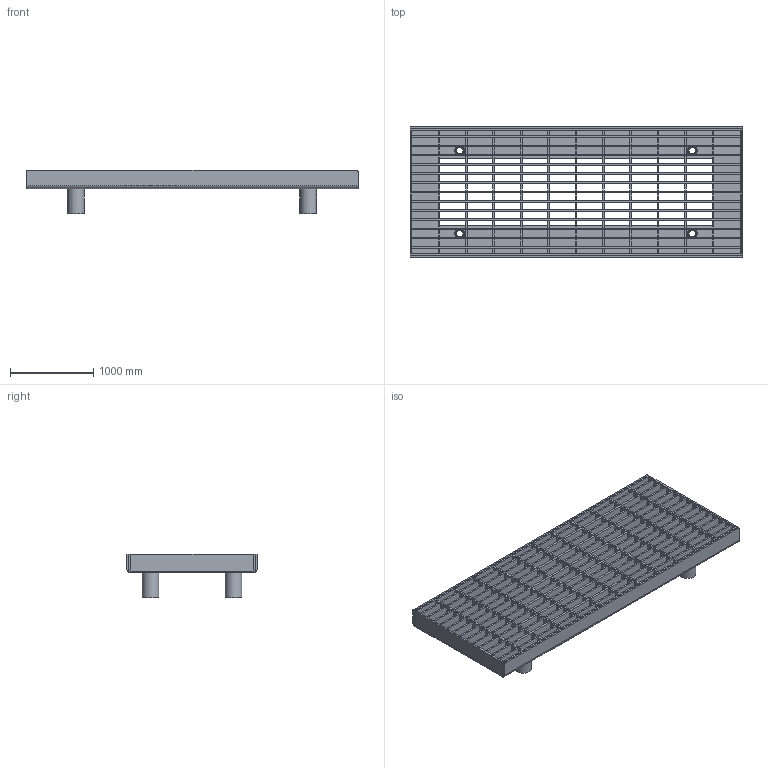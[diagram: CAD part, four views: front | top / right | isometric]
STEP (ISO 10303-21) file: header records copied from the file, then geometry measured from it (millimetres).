
FILE_DESCRIPTION(/* description */ (''),/* implementation_level */ '2;1');
FILE_NAME(/* name */ '60402.000X_3D.stp',/* time_stamp */ '2024-12-11T08:38:55+01:00',/* author */ ('CAD'),/* organization */ (''),/* preprocessor_version */ 'ST-DEVELOPER v20',/* originating_system */ 'AutoCAD Mechanical',/* authorisation */ '');
FILE_SCHEMA (('AUTOMOTIVE_DESIGN { 1 0 10303 214 3 1 1 }'));
Length unit declared in the file: centimetre
Products named in the file (3): Product; *S0; 60491.000XB
Assembly tree (2 placements, depth 2):
  Product
    *S0
    60491.000XB
Bounding box: 4000 x 1570 x 520 mm (x, y, z)
Volume: 338068669.5 mm3; surface area: 36549856 mm2
Topology: 33 solids, 33 shells, 902 faces, 2392 edges, 1556 vertices
Faces by surface type: plane 762, cone 120, cylinder 20
Full cylindrical faces by diameter (mm): 120 x4, 200 x4
Entity records: 27456 total; most frequent: CARTESIAN_POINT 4855, ORIENTED_EDGE 4784, DIRECTION 4370, EDGE_CURVE 2392, LINE 2228, VECTOR 2228, VERTEX_POINT 1556, AXIS2_PLACEMENT_3D 1071
